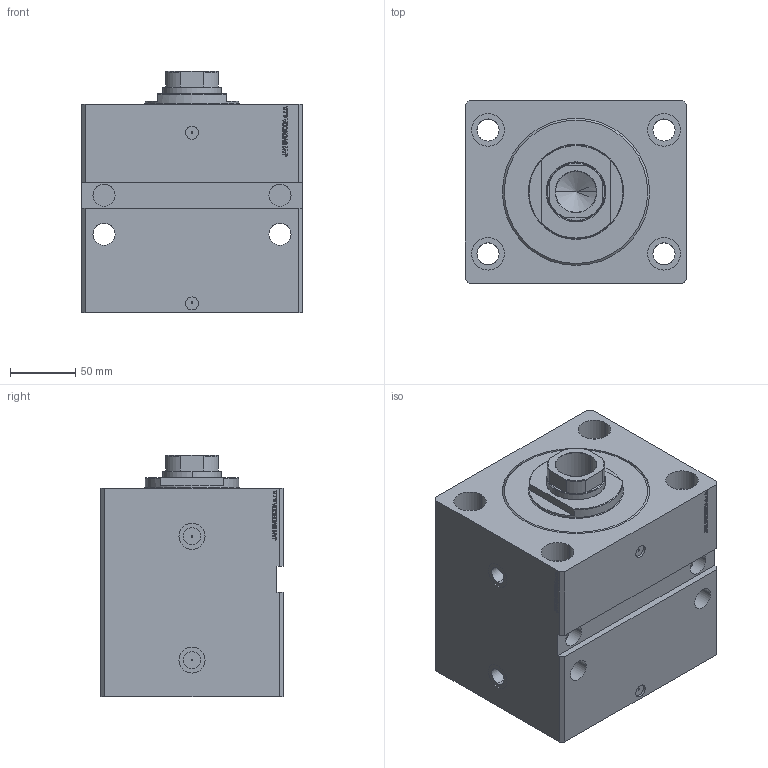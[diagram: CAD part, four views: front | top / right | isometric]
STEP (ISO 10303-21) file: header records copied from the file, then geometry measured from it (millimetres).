
FILE_DESCRIPTION (( 'STEP AP203' ), '1' );
FILE_NAME ('ea59.STEP', '2023-10-07T16:43:26', ( '' ), ( '' ), 'SwSTEP 2.0', 'SolidWorks 2019', '' );
FILE_SCHEMA (( 'CONFIG_CONTROL_DESIGN' ));
Length unit declared in the file: millimetre
Products named in the file (4): V250CE_E_Body bc3a1c519cefbe0ef90213f5686f6cb3; ea59; V250CE_C_VCP bc3a1c519cefbe0ef90213f5686f6cb3; V250CE_VC_E bc3a1c519cefbe0ef90213f5686f6cb3
Assembly tree (3 placements, depth 2):
  ea59
    V250CE_E_Body bc3a1c519cefbe0ef90213f5686f6cb3
    V250CE_C_VCP bc3a1c519cefbe0ef90213f5686f6cb3
    V250CE_VC_E bc3a1c519cefbe0ef90213f5686f6cb3
Bounding box: 170 x 140 x 185 mm (x, y, z)
Volume: 3211810.3 mm3; surface area: 328708.6 mm2
Topology: 3 solids, 3 shells, 953 faces, 2440 edges, 1599 vertices
Faces by surface type: plane 471, bspline 368, cylinder 96, cone 12, torus 6
Entity records: 46242 total; most frequent: CARTESIAN_POINT 25156, ORIENTED_EDGE 4876, DIRECTION 3014, EDGE_CURVE 2438, VERTEX_POINT 1599, VECTOR 1496, LINE 1496, EDGE_LOOP 1089
